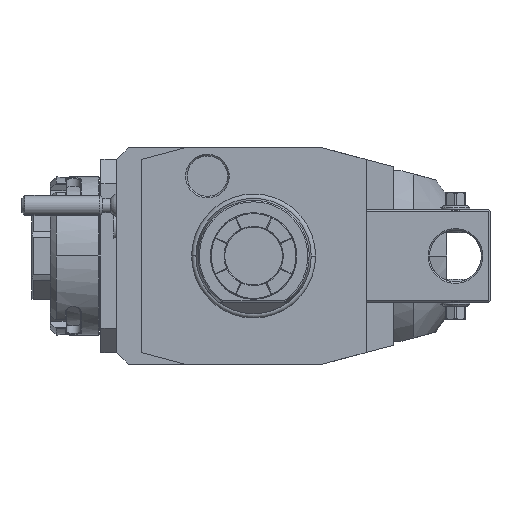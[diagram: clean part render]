
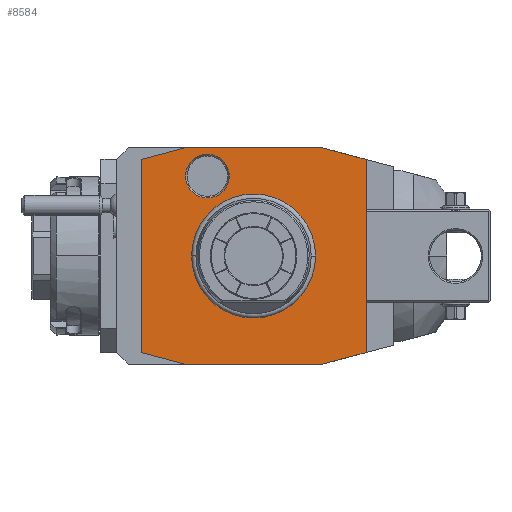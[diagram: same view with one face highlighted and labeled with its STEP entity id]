
A CAD part, front view. The second image highlights one B-rep face of the part: STEP entity #8584.
In plain terms, the highlighted planar face has unit normal (0, -1, 0).
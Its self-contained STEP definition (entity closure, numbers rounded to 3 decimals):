
#1=DIRECTION('',(-1.,0.,0.));
#2=VECTOR('',#1,48.);
#3=CARTESIAN_POINT('',(24.,0.,37.5));
#4=LINE('',#3,#2);
#5=DIRECTION('',(-0.966,0.,0.259));
#6=VECTOR('',#5,15.529);
#7=CARTESIAN_POINT('',(39.,0.,33.481));
#8=LINE('',#7,#6);
#9=DIRECTION('',(0.,0.,1.));
#10=VECTOR('',#9,66.962);
#11=CARTESIAN_POINT('',(39.,0.,-33.481));
#12=LINE('',#11,#10);
#13=DIRECTION('',(0.966,0.,0.259));
#14=VECTOR('',#13,15.529);
#15=CARTESIAN_POINT('',(24.,0.,-37.5));
#16=LINE('',#15,#14);
#17=DIRECTION('',(1.,0.,0.));
#18=VECTOR('',#17,48.);
#19=CARTESIAN_POINT('',(-24.,0.,-37.5));
#20=LINE('',#19,#18);
#21=DIRECTION('',(0.966,0.,-0.259));
#22=VECTOR('',#21,15.529);
#23=CARTESIAN_POINT('',(-39.,0.,-33.481));
#24=LINE('',#23,#22);
#25=DIRECTION('',(0.,0.,-1.));
#26=VECTOR('',#25,66.962);
#27=CARTESIAN_POINT('',(-39.,0.,33.481));
#28=LINE('',#27,#26);
#29=DIRECTION('',(-0.966,0.,-0.259));
#30=VECTOR('',#29,15.529);
#31=CARTESIAN_POINT('',(-24.,0.,37.5));
#32=LINE('',#31,#30);
#33=CARTESIAN_POINT('',(-16.,0.,27.713));
#34=DIRECTION('',(0.,1.,0.));
#35=DIRECTION('',(1.,0.,0.));
#36=AXIS2_PLACEMENT_3D('',#33,#34,#35);
#38=CARTESIAN_POINT('',(-16.,0.,27.713));
#39=DIRECTION('',(0.,1.,0.));
#40=DIRECTION('',(-1.,0.,0.));
#41=AXIS2_PLACEMENT_3D('',#38,#39,#40);
#5363=CARTESIAN_POINT('',(0.,0.,0.));
#5364=DIRECTION('',(0.,1.,0.));
#5365=DIRECTION('',(-1.,0.,0.));
#5366=AXIS2_PLACEMENT_3D('',#5363,#5364,#5365);
#5368=CARTESIAN_POINT('',(0.,0.,0.));
#5369=DIRECTION('',(0.,1.,0.));
#5370=DIRECTION('',(1.,0.,0.));
#5371=AXIS2_PLACEMENT_3D('',#5368,#5369,#5370);
#7554=CARTESIAN_POINT('',(-8.423,0.,27.713));
#7555=CARTESIAN_POINT('',(-23.577,0.,27.713));
#7556=VERTEX_POINT('',#7554);
#7557=VERTEX_POINT('',#7555);
#8379=CARTESIAN_POINT('',(24.,0.,37.5));
#8380=CARTESIAN_POINT('',(-24.,0.,37.5));
#8381=VERTEX_POINT('',#8379);
#8382=VERTEX_POINT('',#8380);
#8383=CARTESIAN_POINT('',(39.,0.,-33.481));
#8384=CARTESIAN_POINT('',(39.,0.,33.481));
#8385=VERTEX_POINT('',#8383);
#8386=VERTEX_POINT('',#8384);
#8387=CARTESIAN_POINT('',(-39.,0.,-33.481));
#8388=CARTESIAN_POINT('',(-24.,0.,-37.5));
#8389=VERTEX_POINT('',#8387);
#8390=VERTEX_POINT('',#8388);
#8391=CARTESIAN_POINT('',(-39.,0.,33.481));
#8392=VERTEX_POINT('',#8391);
#8417=CARTESIAN_POINT('',(24.,0.,-37.5));
#8418=VERTEX_POINT('',#8417);
#8431=CARTESIAN_POINT('',(-21.137,0.,0.));
#8432=CARTESIAN_POINT('',(21.137,0.,0.));
#8433=VERTEX_POINT('',#8431);
#8434=VERTEX_POINT('',#8432);
#8549=CARTESIAN_POINT('',(0.,0.,0.));
#8550=DIRECTION('',(0.,-1.,0.));
#8551=DIRECTION('',(-1.,0.,0.));
#8552=AXIS2_PLACEMENT_3D('',#8549,#8550,#8551);
#8553=PLANE('',#8552);
#8555=ORIENTED_EDGE('',*,*,#8554,.F.);
#8557=ORIENTED_EDGE('',*,*,#8556,.F.);
#8559=ORIENTED_EDGE('',*,*,#8558,.F.);
#8561=ORIENTED_EDGE('',*,*,#8560,.F.);
#8563=ORIENTED_EDGE('',*,*,#8562,.F.);
#8565=ORIENTED_EDGE('',*,*,#8564,.F.);
#8567=ORIENTED_EDGE('',*,*,#8566,.F.);
#8569=ORIENTED_EDGE('',*,*,#8568,.F.);
#8570=EDGE_LOOP('',(#8555,#8557,#8559,#8561,#8563,#8565,#8567,#8569));
#8571=FACE_OUTER_BOUND('',#8570,.F.);
#8573=ORIENTED_EDGE('',*,*,#8572,.F.);
#8575=ORIENTED_EDGE('',*,*,#8574,.F.);
#8576=EDGE_LOOP('',(#8573,#8575));
#8577=FACE_BOUND('',#8576,.F.);
#8579=ORIENTED_EDGE('',*,*,#8578,.F.);
#8581=ORIENTED_EDGE('',*,*,#8580,.F.);
#8582=EDGE_LOOP('',(#8579,#8581));
#8583=FACE_BOUND('',#8582,.F.);
#37=CIRCLE('',#36,7.577);
#42=CIRCLE('',#41,7.577);
#5367=CIRCLE('',#5366,21.137);
#5372=CIRCLE('',#5371,21.137);
#8554=EDGE_CURVE('',#8381,#8382,#4,.T.);
#8556=EDGE_CURVE('',#8386,#8381,#8,.T.);
#8558=EDGE_CURVE('',#8385,#8386,#12,.T.);
#8560=EDGE_CURVE('',#8418,#8385,#16,.T.);
#8562=EDGE_CURVE('',#8390,#8418,#20,.T.);
#8564=EDGE_CURVE('',#8389,#8390,#24,.T.);
#8566=EDGE_CURVE('',#8392,#8389,#28,.T.);
#8568=EDGE_CURVE('',#8382,#8392,#32,.T.);
#8572=EDGE_CURVE('',#8433,#8434,#5367,.T.);
#8574=EDGE_CURVE('',#8434,#8433,#5372,.T.);
#8578=EDGE_CURVE('',#7556,#7557,#37,.T.);
#8580=EDGE_CURVE('',#7557,#7556,#42,.T.);
#8584=ADVANCED_FACE('',(#8571,#8577,#8583),#8553,.T.);
